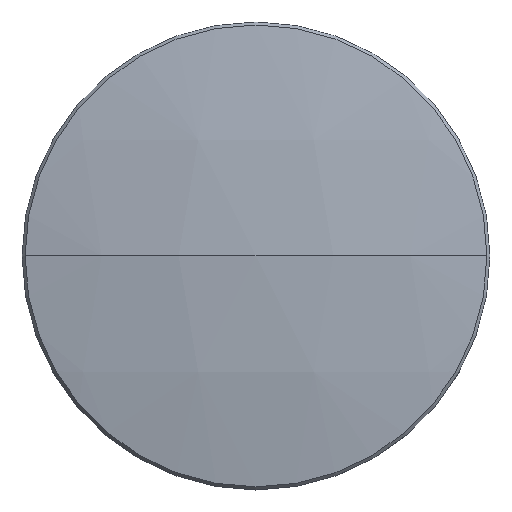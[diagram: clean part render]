
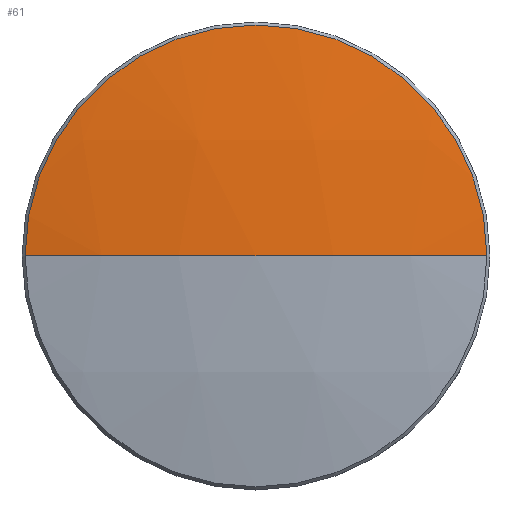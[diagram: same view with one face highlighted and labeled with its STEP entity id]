
A CAD part, top view. The second image highlights one B-rep face of the part: STEP entity #61.
In plain terms, the highlighted spherical face has radius 71.66 mm.
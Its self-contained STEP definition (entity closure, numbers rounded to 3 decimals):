
#4 = SPHERICAL_SURFACE ( 'NONE', #78, 71.66 ) ;
#9 = CIRCLE ( 'NONE', #232, 71.66 ) ;
#11 = DIRECTION ( 'NONE',  ( 0., -1., 0. ) ) ;
#14 = CARTESIAN_POINT ( 'NONE',  ( 0., 0., -66.66 ) ) ;
#21 = ORIENTED_EDGE ( 'NONE', *, *, #93, .T. ) ;
#23 = ORIENTED_EDGE ( 'NONE', *, *, #166, .F. ) ;
#34 = CIRCLE ( 'NONE', #145, 12.535 ) ;
#48 = DIRECTION ( 'NONE',  ( 0., 1., 0. ) ) ;
#61 = ADVANCED_FACE ( 'NONE', ( #207 ), #4, .T. ) ;
#72 = CARTESIAN_POINT ( 'NONE',  ( 0., 0., 3.895 ) ) ;
#78 = AXIS2_PLACEMENT_3D ( 'NONE', #190, #209, #87 ) ;
#83 = VERTEX_POINT ( 'NONE', #92 ) ;
#87 = DIRECTION ( 'NONE',  ( -1., 0., 0. ) ) ;
#92 = CARTESIAN_POINT ( 'NONE',  ( 12.535, 0., 3.895 ) ) ;
#93 = EDGE_CURVE ( 'NONE', #135, #83, #9, .T. ) ;
#94 = CARTESIAN_POINT ( 'NONE',  ( -12.535, 0., 3.895 ) ) ;
#95 = DIRECTION ( 'NONE',  ( 0., 0., -1. ) ) ;
#107 = EDGE_CURVE ( 'NONE', #83, #170, #34, .T. ) ;
#108 = EDGE_LOOP ( 'NONE', ( #23, #21, #247 ) ) ;
#111 = AXIS2_PLACEMENT_3D ( 'NONE', #14, #11, #95 ) ;
#135 = VERTEX_POINT ( 'NONE', #197 ) ;
#145 = AXIS2_PLACEMENT_3D ( 'NONE', #72, #162, #163 ) ;
#162 = DIRECTION ( 'NONE',  ( 0., 0., 1. ) ) ;
#163 = DIRECTION ( 'NONE',  ( -1., 0., 0. ) ) ;
#166 = EDGE_CURVE ( 'NONE', #135, #170, #222, .T. ) ;
#170 = VERTEX_POINT ( 'NONE', #94 ) ;
#190 = CARTESIAN_POINT ( 'NONE',  ( 0., 0., -66.66 ) ) ;
#191 = CARTESIAN_POINT ( 'NONE',  ( 0., 0., -66.66 ) ) ;
#197 = CARTESIAN_POINT ( 'NONE',  ( 0., 0., 5. ) ) ;
#207 = FACE_OUTER_BOUND ( 'NONE', #108, .T. ) ;
#209 = DIRECTION ( 'NONE',  ( 0., 1., 0. ) ) ;
#222 = CIRCLE ( 'NONE', #111, 71.66 ) ;
#232 = AXIS2_PLACEMENT_3D ( 'NONE', #191, #48, #258 ) ;
#247 = ORIENTED_EDGE ( 'NONE', *, *, #107, .T. ) ;
#258 = DIRECTION ( 'NONE',  ( -1., 0., 0. ) ) ;
